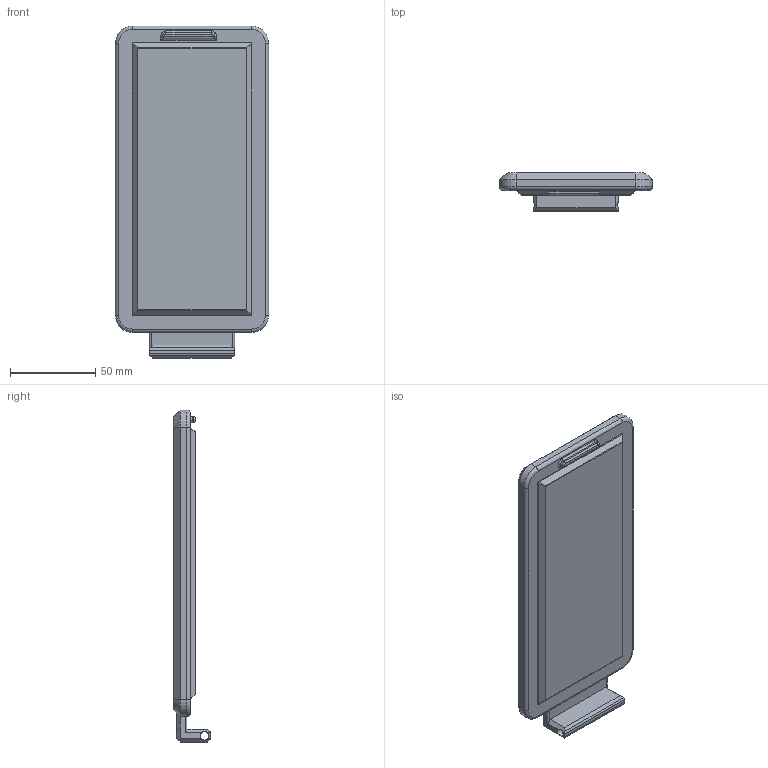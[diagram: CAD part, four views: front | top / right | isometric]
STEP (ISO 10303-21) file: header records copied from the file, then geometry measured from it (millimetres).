
FILE_DESCRIPTION (( 'STEP AP203' ), '1' );
FILE_NAME ('LED light.STEP', '2023-12-23T10:47:12', ( '' ), ( '' ), 'SwSTEP 2.0', 'SolidWorks 2022', '' );
FILE_SCHEMA (( 'CONFIG_CONTROL_DESIGN' ));
Length unit declared in the file: millimetre
Products named in the file (1): LED light
Bounding box: 90 x 22 x 195 mm (x, y, z)
Volume: 196844.9 mm3; surface area: 40215.7 mm2
Topology: 1 solids, 1 shells, 99 faces, 239 edges, 142 vertices
Faces by surface type: plane 41, cylinder 36, torus 8, bspline 6, sphere 4, cone 4
Entity records: 2964 total; most frequent: CARTESIAN_POINT 649, ORIENTED_EDGE 478, DIRECTION 469, EDGE_CURVE 239, AXIS2_PLACEMENT_3D 166, VERTEX_POINT 142, VECTOR 137, LINE 137
